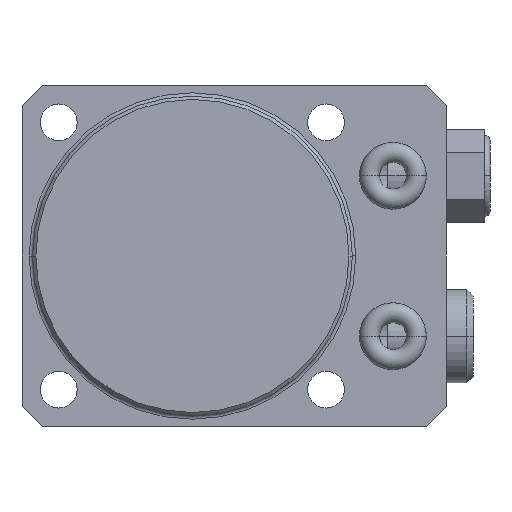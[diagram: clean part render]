
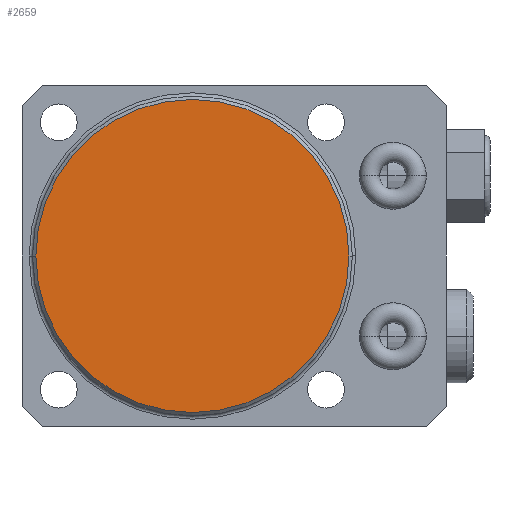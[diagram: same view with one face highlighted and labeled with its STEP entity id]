
A CAD part, front view. The second image highlights one B-rep face of the part: STEP entity #2659.
In plain terms, the highlighted planar face has unit normal (0, -1, 0).
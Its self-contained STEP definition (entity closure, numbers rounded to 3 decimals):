
#241=CARTESIAN_POINT('',(0.,-40.5,
0.));
#242=DIRECTION('',(0.,-1.,0.));
#243=DIRECTION('',(-1.,0.,0.));
#244=AXIS2_PLACEMENT_3D('',#241,#242,#243);
#249=CARTESIAN_POINT('',(0.,-40.5,
0.));
#250=DIRECTION('',(0.,-1.,0.));
#251=DIRECTION('',(1.,0.,0.));
#252=AXIS2_PLACEMENT_3D('',#249,#250,#251);
#2348=CARTESIAN_POINT('',(-23.425,-40.5,0.));
#2349=CARTESIAN_POINT('',(23.425,-40.5,0.));
#2350=VERTEX_POINT('',#2348);
#2351=VERTEX_POINT('',#2349);
#2649=CARTESIAN_POINT('',(0.,-40.5,0.));
#2650=DIRECTION('',(0.,1.,0.));
#2651=DIRECTION('',(1.,0.,0.));
#2652=AXIS2_PLACEMENT_3D('',#2649,#2650,#2651);
#2653=PLANE('',#2652);
#2654=ORIENTED_EDGE('',*,*,#2639,.F.);
#2656=ORIENTED_EDGE('',*,*,#2655,.F.);
#2657=EDGE_LOOP('',(#2654,#2656));
#2658=FACE_OUTER_BOUND('',#2657,.F.);
#245=CIRCLE('',#244,23.425);
#253=CIRCLE('',#252,23.425);
#2639=EDGE_CURVE('',#2350,#2351,#245,.T.);
#2655=EDGE_CURVE('',#2351,#2350,#253,.T.);
#2659=ADVANCED_FACE('',(#2658),#2653,.F.);
